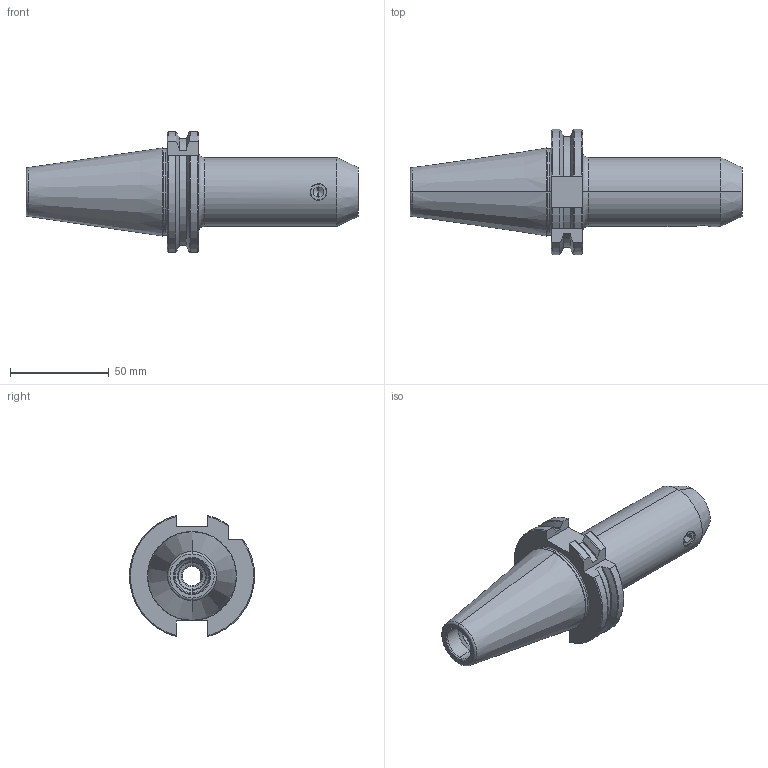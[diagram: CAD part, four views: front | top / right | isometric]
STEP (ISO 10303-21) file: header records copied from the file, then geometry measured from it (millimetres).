
FILE_DESCRIPTION (( 'STEP AP203' ), '1' );
FILE_NAME ('S.S40.0210.100K.STEP', '2018-07-14T03:28:09', ( '' ), ( '' ), 'SwSTEP 2.0', 'SolidWorks 2013', '' );
FILE_SCHEMA (( 'CONFIG_CONTROL_DESIGN' ));
Length unit declared in the file: millimetre
Products named in the file (1): S.S40.0210.100K
Bounding box: 168.4 x 63.54 x 61.48 mm (x, y, z)
Volume: 170203.6 mm3; surface area: 31997.4 mm2
Topology: 2 solids, 2 shells, 117 faces, 289 edges, 179 vertices
Faces by surface type: plane 35, cylinder 34, cone 32, torus 16
Entity records: 3700 total; most frequent: CARTESIAN_POINT 845, DIRECTION 600, ORIENTED_EDGE 570, EDGE_CURVE 285, AXIS2_PLACEMENT_3D 237, VERTEX_POINT 179, EDGE_LOOP 128, VECTOR 126
